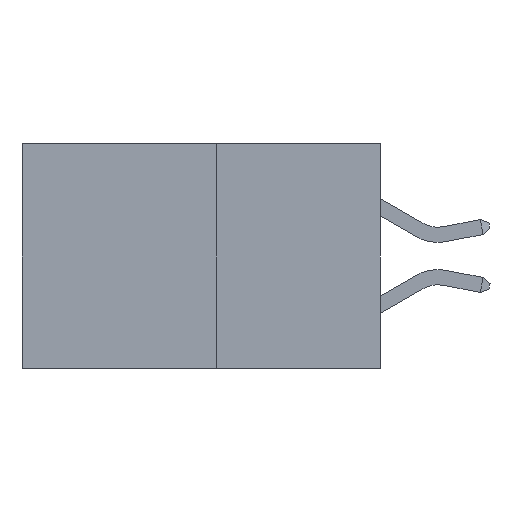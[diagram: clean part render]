
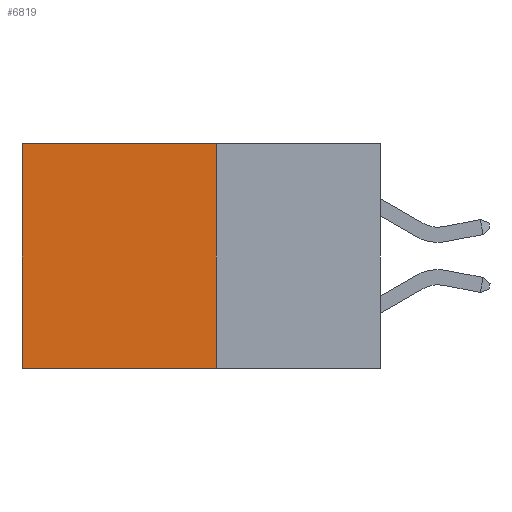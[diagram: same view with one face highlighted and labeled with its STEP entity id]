
A CAD part, left-side view. The second image highlights one B-rep face of the part: STEP entity #6819.
In plain terms, the highlighted planar face has unit normal (-1, 0, 0).
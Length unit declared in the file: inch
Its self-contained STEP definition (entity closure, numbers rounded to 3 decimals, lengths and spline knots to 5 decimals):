
#1169 = FACE_OUTER_BOUND ( 'NONE', #29224, .T. ) ;
#1622 = CARTESIAN_POINT ( 'NONE',  ( 0.277, 0.27, 0. ) ) ;
#2755 = LINE ( 'NONE', #25320, #28435 ) ;
#4469 = CARTESIAN_POINT ( 'NONE',  ( 0.277, 0.27, -0.37 ) ) ;
#5950 = DIRECTION ( 'NONE',  ( 0., 0., -1. ) ) ;
#6080 = ORIENTED_EDGE ( 'NONE', *, *, #26107, .F. ) ;
#6819 = ADVANCED_FACE ( 'NONE', ( #1169 ), #29033, .F. ) ;
#7154 = VERTEX_POINT ( 'NONE', #1622 ) ;
#7490 = ORIENTED_EDGE ( 'NONE', *, *, #19794, .F. ) ;
#8325 = VERTEX_POINT ( 'NONE', #20587 ) ;
#9092 = CARTESIAN_POINT ( 'NONE',  ( 0.277, 0.27, -0.37 ) ) ;
#10312 = LINE ( 'NONE', #9092, #15972 ) ;
#10506 = CARTESIAN_POINT ( 'NONE',  ( 0.277, 0.27, -0.37 ) ) ;
#12227 = CARTESIAN_POINT ( 'NONE',  ( 0.277, 0.27, -0.37 ) ) ;
#14793 = LINE ( 'NONE', #19641, #19752 ) ;
#15796 = DIRECTION ( 'NONE',  ( 0., 0., -1. ) ) ;
#15972 = VECTOR ( 'NONE', #28530, 39.37008 ) ;
#17371 = ORIENTED_EDGE ( 'NONE', *, *, #25318, .T. ) ;
#18711 = DIRECTION ( 'NONE',  ( 1., 0., 0. ) ) ;
#19641 = CARTESIAN_POINT ( 'NONE',  ( 0.277, 0.27, 0. ) ) ;
#19752 = VECTOR ( 'NONE', #22099, 39.37008 ) ;
#19794 = EDGE_CURVE ( 'NONE', #27267, #26980, #10312, .T. ) ;
#20587 = CARTESIAN_POINT ( 'NONE',  ( 0.277, 0.59, 0. ) ) ;
#21411 = DIRECTION ( 'NONE',  ( 0., 0., -1. ) ) ;
#22099 = DIRECTION ( 'NONE',  ( 0., 1., 0. ) ) ;
#22190 = AXIS2_PLACEMENT_3D ( 'NONE', #12227, #18711, #15796 ) ;
#22717 = ORIENTED_EDGE ( 'NONE', *, *, #27996, .T. ) ;
#22748 = VECTOR ( 'NONE', #21411, 39.37008 ) ;
#24204 = CARTESIAN_POINT ( 'NONE',  ( 0.277, 0.59, -0.37 ) ) ;
#25318 = EDGE_CURVE ( 'NONE', #7154, #8325, #14793, .T. ) ;
#25320 = CARTESIAN_POINT ( 'NONE',  ( 0.277, 0.59, -0.37 ) ) ;
#26107 = EDGE_CURVE ( 'NONE', #7154, #27267, #28376, .T. ) ;
#26980 = VERTEX_POINT ( 'NONE', #24204 ) ;
#27267 = VERTEX_POINT ( 'NONE', #10506 ) ;
#27996 = EDGE_CURVE ( 'NONE', #8325, #26980, #2755, .T. ) ;
#28376 = LINE ( 'NONE', #4469, #22748 ) ;
#28435 = VECTOR ( 'NONE', #5950, 39.37008 ) ;
#28530 = DIRECTION ( 'NONE',  ( 0., 1., 0. ) ) ;
#29033 = PLANE ( 'NONE',  #22190 ) ;
#29224 = EDGE_LOOP ( 'NONE', ( #22717, #7490, #6080, #17371 ) ) ;
